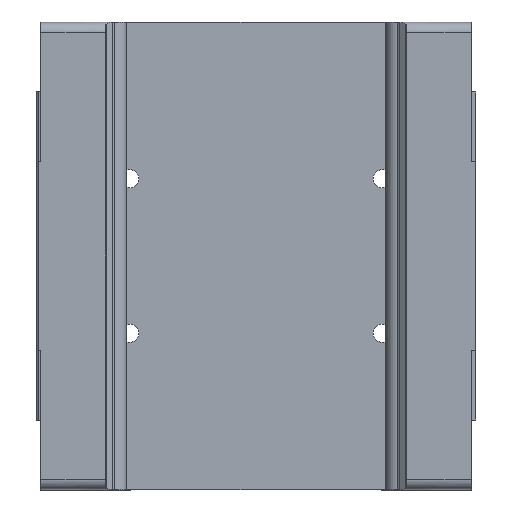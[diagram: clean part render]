
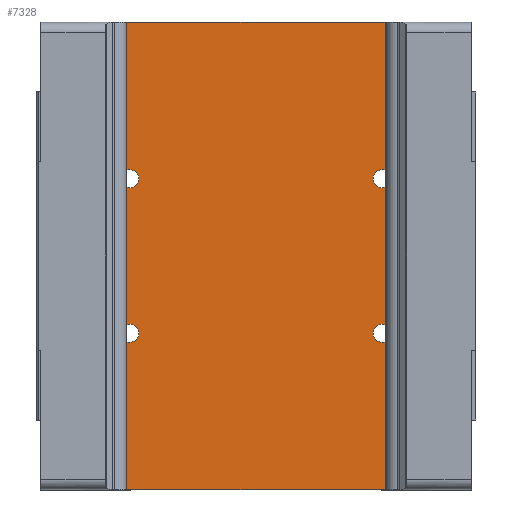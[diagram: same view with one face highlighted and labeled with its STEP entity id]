
A CAD part, front view. The second image highlights one B-rep face of the part: STEP entity #7328.
In plain terms, the highlighted planar face has unit normal (0, -1, 0).
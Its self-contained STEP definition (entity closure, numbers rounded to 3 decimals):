
#304 = VERTEX_POINT ( 'NONE', #5051 ) ;
#340 = VERTEX_POINT ( 'NONE', #1583 ) ;
#1348 = DIRECTION ( 'NONE',  ( 0., 0., 1. ) ) ;
#1350 = CARTESIAN_POINT ( 'NONE',  ( 15.5, 9.4, 29.65 ) ) ;
#1352 = DIRECTION ( 'NONE',  ( 0., -1., 0. ) ) ;
#1440 = EDGE_CURVE ( 'NONE', #5069, #5146, #1886, .T. ) ;
#1485 = EDGE_CURVE ( 'NONE', #4606, #5131, #1984, .T. ) ;
#1583 = CARTESIAN_POINT ( 'NONE',  ( 17.102, 9.4, 48.85 ) ) ;
#1886 = CIRCLE ( 'NONE', #3704, 1.102 ) ;
#1984 = CIRCLE ( 'NONE', #3702, 1.102 ) ;
#2386 = LINE ( 'NONE', #11143, #2394 ) ;
#2394 = VECTOR ( 'NONE', #11149, 1000. ) ;
#2429 = ORIENTED_EDGE ( 'NONE', *, *, #4212, .F. ) ;
#2431 = ORIENTED_EDGE ( 'NONE', *, *, #3589, .F. ) ;
#2440 = ORIENTED_EDGE ( 'NONE', *, *, #4098, .F. ) ;
#2449 = ORIENTED_EDGE ( 'NONE', *, *, #4173, .F. ) ;
#2453 = ORIENTED_EDGE ( 'NONE', *, *, #1440, .F. ) ;
#2455 = ORIENTED_EDGE ( 'NONE', *, *, #1485, .F. ) ;
#2458 = ORIENTED_EDGE ( 'NONE', *, *, #3551, .T. ) ;
#2459 = ORIENTED_EDGE ( 'NONE', *, *, #4561, .F. ) ;
#2462 = ORIENTED_EDGE ( 'NONE', *, *, #4595, .T. ) ;
#2472 = ORIENTED_EDGE ( 'NONE', *, *, #4190, .F. ) ;
#2475 = ORIENTED_EDGE ( 'NONE', *, *, #4172, .F. ) ;
#2499 = ORIENTED_EDGE ( 'NONE', *, *, #3519, .T. ) ;
#3519 = EDGE_CURVE ( 'NONE', #4671, #4710, #2386, .T. ) ;
#3551 = EDGE_CURVE ( 'NONE', #340, #304, #16863, .T. ) ;
#3589 = EDGE_CURVE ( 'NONE', #4650, #4615, #16941, .T. ) ;
#3702 = AXIS2_PLACEMENT_3D ( 'NONE', #1350, #1352, #1348 ) ;
#3704 = AXIS2_PLACEMENT_3D ( 'NONE', #14860, #14839, #14840 ) ;
#3875 = AXIS2_PLACEMENT_3D ( 'NONE', #10343, #10311, #10305 ) ;
#3898 = AXIS2_PLACEMENT_3D ( 'NONE', #10055, #10081, #10079 ) ;
#3932 = AXIS2_PLACEMENT_3D ( 'NONE', #12657, #12662, #12675 ) ;
#3935 = AXIS2_PLACEMENT_3D ( 'NONE', #12595, #12588, #12608 ) ;
#3940 = AXIS2_PLACEMENT_3D ( 'NONE', #12616, #12617, #12594 ) ;
#3951 = AXIS2_PLACEMENT_3D ( 'NONE', #12719, #12711, #12681 ) ;
#4001 = AXIS2_PLACEMENT_3D ( 'NONE', #7216, #7200, #7167 ) ;
#4098 = EDGE_CURVE ( 'NONE', #5141, #5066, #17053, .T. ) ;
#4172 = EDGE_CURVE ( 'NONE', #5131, #4606, #17173, .T. ) ;
#4173 = EDGE_CURVE ( 'NONE', #5146, #5069, #17174, .T. ) ;
#4190 = EDGE_CURVE ( 'NONE', #5066, #5141, #16541, .T. ) ;
#4212 = EDGE_CURVE ( 'NONE', #4615, #4650, #16558, .T. ) ;
#4561 = EDGE_CURVE ( 'NONE', #4671, #304, #14738, .T. ) ;
#4595 = EDGE_CURVE ( 'NONE', #4710, #340, #14280, .T. ) ;
#4606 = VERTEX_POINT ( 'NONE', #14023 ) ;
#4615 = VERTEX_POINT ( 'NONE', #14013 ) ;
#4650 = VERTEX_POINT ( 'NONE', #14084 ) ;
#4671 = VERTEX_POINT ( 'NONE', #14075 ) ;
#4710 = VERTEX_POINT ( 'NONE', #14092 ) ;
#5051 = CARTESIAN_POINT ( 'NONE',  ( -17.098, 9.4, 48.85 ) ) ;
#5066 = VERTEX_POINT ( 'NONE', #14161 ) ;
#5069 = VERTEX_POINT ( 'NONE', #14175 ) ;
#5131 = VERTEX_POINT ( 'NONE', #12761 ) ;
#5141 = VERTEX_POINT ( 'NONE', #12767 ) ;
#5146 = VERTEX_POINT ( 'NONE', #12793 ) ;
#5459 = EDGE_LOOP ( 'NONE', ( #2440, #2472 ) ) ;
#5496 = EDGE_LOOP ( 'NONE', ( #2499, #2462, #2458, #2459 ) ) ;
#5501 = EDGE_LOOP ( 'NONE', ( #2455, #2475 ) ) ;
#5503 = EDGE_LOOP ( 'NONE', ( #2431, #2429 ) ) ;
#5508 = EDGE_LOOP ( 'NONE', ( #2453, #2449 ) ) ;
#7166 = PLANE ( 'NONE',  #4001 ) ;
#7167 = DIRECTION ( 'NONE',  ( 0., 0., 1. ) ) ;
#7200 = DIRECTION ( 'NONE',  ( 0., 1., 0. ) ) ;
#7216 = CARTESIAN_POINT ( 'NONE',  ( -17.098, 9.4, -8.6 ) ) ;
#7328 = ADVANCED_FACE ( 'NONE', ( #14403, #14404, #14408, #14372, #14396 ), #7166, .F. ) ;
#10055 = CARTESIAN_POINT ( 'NONE',  ( -15.5, 9.4, 29.65 ) ) ;
#10079 = DIRECTION ( 'NONE',  ( 0., 0., 1. ) ) ;
#10081 = DIRECTION ( 'NONE',  ( 0., -1., 0. ) ) ;
#10305 = DIRECTION ( 'NONE',  ( 0., 0., 1. ) ) ;
#10311 = DIRECTION ( 'NONE',  ( 0., -1., 0. ) ) ;
#10343 = CARTESIAN_POINT ( 'NONE',  ( -15.5, 9.4, 10.65 ) ) ;
#11143 = CARTESIAN_POINT ( 'NONE',  ( -26.5, 9.4, -8.55 ) ) ;
#11149 = DIRECTION ( 'NONE',  ( 1., 0., 0. ) ) ;
#11252 = DIRECTION ( 'NONE',  ( -1., 0., 0. ) ) ;
#11286 = CARTESIAN_POINT ( 'NONE',  ( -17.098, 9.4, 48.85 ) ) ;
#12588 = DIRECTION ( 'NONE',  ( 0., -1., 0. ) ) ;
#12594 = DIRECTION ( 'NONE',  ( 0., 0., 1. ) ) ;
#12595 = CARTESIAN_POINT ( 'NONE',  ( 15.5, 9.4, 29.65 ) ) ;
#12608 = DIRECTION ( 'NONE',  ( 0., 0., 1. ) ) ;
#12616 = CARTESIAN_POINT ( 'NONE',  ( 15.5, 9.4, 10.65 ) ) ;
#12617 = DIRECTION ( 'NONE',  ( 0., -1., 0. ) ) ;
#12657 = CARTESIAN_POINT ( 'NONE',  ( -15.5, 9.4, 10.65 ) ) ;
#12662 = DIRECTION ( 'NONE',  ( 0., -1., 0. ) ) ;
#12675 = DIRECTION ( 'NONE',  ( 0., 0., 1. ) ) ;
#12681 = DIRECTION ( 'NONE',  ( 0., 0., 1. ) ) ;
#12711 = DIRECTION ( 'NONE',  ( 0., -1., 0. ) ) ;
#12719 = CARTESIAN_POINT ( 'NONE',  ( -15.5, 9.4, 29.65 ) ) ;
#12761 = CARTESIAN_POINT ( 'NONE',  ( 15.5, 9.4, 28.548 ) ) ;
#12767 = CARTESIAN_POINT ( 'NONE',  ( -15.5, 9.4, 11.752 ) ) ;
#12793 = CARTESIAN_POINT ( 'NONE',  ( 15.5, 9.4, 9.548 ) ) ;
#13895 = DIRECTION ( 'NONE',  ( 0., 0., 1. ) ) ;
#13912 = CARTESIAN_POINT ( 'NONE',  ( -17.098, 9.4, -8.6 ) ) ;
#13991 = CARTESIAN_POINT ( 'NONE',  ( 17.102, 9.4, -8.6 ) ) ;
#13998 = DIRECTION ( 'NONE',  ( 0., 0., 1. ) ) ;
#14013 = CARTESIAN_POINT ( 'NONE',  ( -15.5, 9.4, 28.548 ) ) ;
#14023 = CARTESIAN_POINT ( 'NONE',  ( 15.5, 9.4, 30.752 ) ) ;
#14075 = CARTESIAN_POINT ( 'NONE',  ( -17.098, 9.4, -8.55 ) ) ;
#14084 = CARTESIAN_POINT ( 'NONE',  ( -15.5, 9.4, 30.752 ) ) ;
#14092 = CARTESIAN_POINT ( 'NONE',  ( 17.102, 9.4, -8.55 ) ) ;
#14161 = CARTESIAN_POINT ( 'NONE',  ( -15.5, 9.4, 9.548 ) ) ;
#14175 = CARTESIAN_POINT ( 'NONE',  ( 15.5, 9.4, 11.752 ) ) ;
#14280 = LINE ( 'NONE', #13991, #14283 ) ;
#14283 = VECTOR ( 'NONE', #13998, 1000. ) ;
#14372 = FACE_BOUND ( 'NONE', #5508, .T. ) ;
#14396 = FACE_BOUND ( 'NONE', #5503, .T. ) ;
#14403 = FACE_OUTER_BOUND ( 'NONE', #5496, .T. ) ;
#14404 = FACE_BOUND ( 'NONE', #5501, .T. ) ;
#14408 = FACE_BOUND ( 'NONE', #5459, .T. ) ;
#14738 = LINE ( 'NONE', #13912, #14753 ) ;
#14753 = VECTOR ( 'NONE', #13895, 1000. ) ;
#14839 = DIRECTION ( 'NONE',  ( 0., -1., 0. ) ) ;
#14840 = DIRECTION ( 'NONE',  ( 0., 0., 1. ) ) ;
#14860 = CARTESIAN_POINT ( 'NONE',  ( 15.5, 9.4, 10.65 ) ) ;
#16541 = CIRCLE ( 'NONE', #3932, 1.102 ) ;
#16558 = CIRCLE ( 'NONE', #3951, 1.102 ) ;
#16863 = LINE ( 'NONE', #11286, #16881 ) ;
#16881 = VECTOR ( 'NONE', #11252, 1000. ) ;
#16941 = CIRCLE ( 'NONE', #3898, 1.102 ) ;
#17053 = CIRCLE ( 'NONE', #3875, 1.102 ) ;
#17173 = CIRCLE ( 'NONE', #3935, 1.102 ) ;
#17174 = CIRCLE ( 'NONE', #3940, 1.102 ) ;
